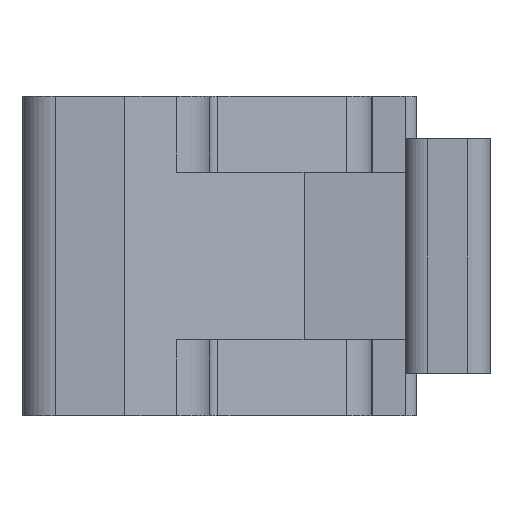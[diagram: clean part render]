
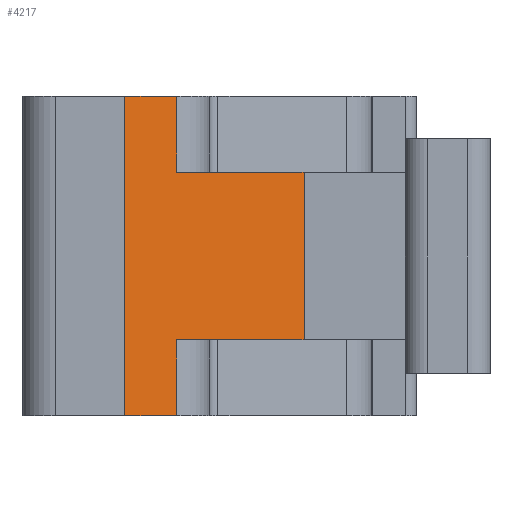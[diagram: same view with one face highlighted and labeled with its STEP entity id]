
A CAD part, left-side view. The second image highlights one B-rep face of the part: STEP entity #4217.
In plain terms, the highlighted planar face has unit normal (-0.966, -0.259, 0).
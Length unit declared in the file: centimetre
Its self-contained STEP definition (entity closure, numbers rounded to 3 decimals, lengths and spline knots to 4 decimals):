
#850=CARTESIAN_POINT('',(-5.9229,0.7032,7.475));
#851=VERTEX_POINT('',#850);
#859=CARTESIAN_POINT('',(-5.985,0.935,7.475));
#860=VERTEX_POINT('',#859);
#861=CARTESIAN_POINT('',(-5.9229,0.7032,7.475));
#862=DIRECTION('',(-0.259,0.966,0.0));
#863=VECTOR('',#862,0.2399);
#864=LINE('',#861,#863);
#865=EDGE_CURVE('',#851,#860,#864,.T.);
#2712=CARTESIAN_POINT('',(-5.9229,0.7032,8.565));
#2713=VERTEX_POINT('',#2712);
#2721=CARTESIAN_POINT('',(-5.77,0.1326,8.565));
#2722=VERTEX_POINT('',#2721);
#2723=CARTESIAN_POINT('',(-5.9229,0.7032,8.565));
#2724=DIRECTION('',(0.259,-0.966,0.0));
#2725=VECTOR('',#2724,0.5908);
#2726=LINE('',#2723,#2725);
#2727=EDGE_CURVE('',#2713,#2722,#2726,.T.);
#4164=CARTESIAN_POINT('',(-5.7345,0.0,8.005));
#4165=DIRECTION('',(-0.966,-0.259,0.0));
#4166=DIRECTION('',(0.0,0.0,1.0));
#4167=AXIS2_PLACEMENT_3D('',#4164,#4165,#4166);
#4168=PLANE('',#4167);
#4169=CARTESIAN_POINT('',(-5.9229,0.7032,8.905));
#4170=VERTEX_POINT('',#4169);
#4171=CARTESIAN_POINT('',(-5.9229,0.7032,8.565));
#4172=DIRECTION('',(0.0,0.0,1.0));
#4173=VECTOR('',#4172,0.34);
#4174=LINE('',#4171,#4173);
#4175=EDGE_CURVE('',#2713,#4170,#4174,.T.);
#4176=ORIENTED_EDGE('',*,*,#4175,.T.);
#4177=CARTESIAN_POINT('',(-5.985,0.935,8.905));
#4178=VERTEX_POINT('',#4177);
#4179=CARTESIAN_POINT('',(-5.9229,0.7032,8.905));
#4180=DIRECTION('',(-0.259,0.966,0.0));
#4181=VECTOR('',#4180,0.2399);
#4182=LINE('',#4179,#4181);
#4183=EDGE_CURVE('',#4170,#4178,#4182,.T.);
#4184=ORIENTED_EDGE('',*,*,#4183,.T.);
#4185=CARTESIAN_POINT('',(-5.985,0.935,8.905));
#4186=DIRECTION('',(0.0,0.0,-1.0));
#4187=VECTOR('',#4186,1.43);
#4188=LINE('',#4185,#4187);
#4189=EDGE_CURVE('',#4178,#860,#4188,.T.);
#4190=ORIENTED_EDGE('',*,*,#4189,.T.);
#4191=ORIENTED_EDGE('',*,*,#865,.F.);
#4192=CARTESIAN_POINT('',(-5.9229,0.7032,7.815));
#4193=VERTEX_POINT('',#4192);
#4194=CARTESIAN_POINT('',(-5.9229,0.7032,7.815));
#4195=DIRECTION('',(0.0,0.0,-1.0));
#4196=VECTOR('',#4195,0.34);
#4197=LINE('',#4194,#4196);
#4198=EDGE_CURVE('',#4193,#851,#4197,.T.);
#4199=ORIENTED_EDGE('',*,*,#4198,.F.);
#4200=CARTESIAN_POINT('',(-5.77,0.1326,7.815));
#4201=VERTEX_POINT('',#4200);
#4202=CARTESIAN_POINT('',(-5.77,0.1326,7.815));
#4203=DIRECTION('',(-0.259,0.966,0.0));
#4204=VECTOR('',#4203,0.5908);
#4205=LINE('',#4202,#4204);
#4206=EDGE_CURVE('',#4201,#4193,#4205,.T.);
#4207=ORIENTED_EDGE('',*,*,#4206,.F.);
#4208=CARTESIAN_POINT('',(-5.77,0.1326,7.815));
#4209=DIRECTION('',(0.0,0.0,1.0));
#4210=VECTOR('',#4209,0.75);
#4211=LINE('',#4208,#4210);
#4212=EDGE_CURVE('',#4201,#2722,#4211,.T.);
#4213=ORIENTED_EDGE('',*,*,#4212,.T.);
#4214=ORIENTED_EDGE('',*,*,#2727,.F.);
#4215=EDGE_LOOP('',(#4176,#4184,#4190,#4191,#4199,#4207,#4213,#4214));
#4216=FACE_OUTER_BOUND('',#4215,.T.);
#4217=ADVANCED_FACE('',(#4216),#4168,.T.);
